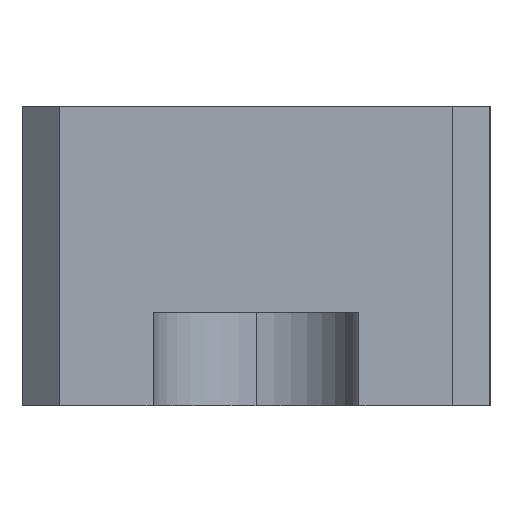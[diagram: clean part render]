
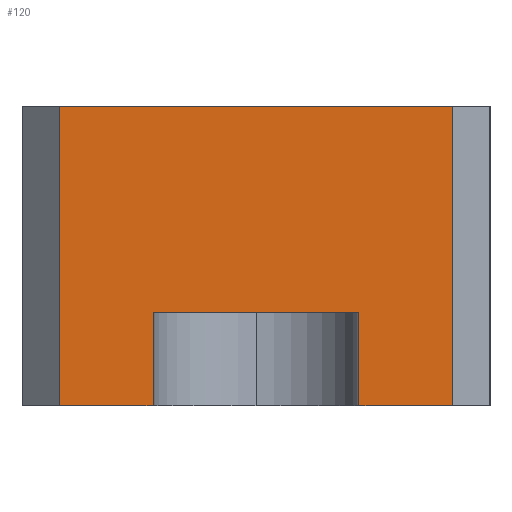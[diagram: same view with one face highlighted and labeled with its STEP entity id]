
A CAD part, left-side view. The second image highlights one B-rep face of the part: STEP entity #120.
In plain terms, the highlighted planar face has unit normal (-1, 0, 0).
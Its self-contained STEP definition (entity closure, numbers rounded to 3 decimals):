
#6 = DIRECTION ( 'NONE',  ( -1., 0., 0. ) ) ;
#10 = ORIENTED_EDGE ( 'NONE', *, *, #11, .F. ) ;
#11 = EDGE_CURVE ( 'NONE', #542, #350, #206, .T. ) ;
#14 = ORIENTED_EDGE ( 'NONE', *, *, #623, .T. ) ;
#18 = ORIENTED_EDGE ( 'NONE', *, *, #394, .T. ) ;
#24 = VECTOR ( 'NONE', #407, 1000. ) ;
#29 = CARTESIAN_POINT ( 'NONE',  ( -65., -5.5, 0. ) ) ;
#40 = DIRECTION ( 'NONE',  ( 0., 1., 0. ) ) ;
#49 = CARTESIAN_POINT ( 'NONE',  ( -65., 5.5, 0. ) ) ;
#74 = VECTOR ( 'NONE', #161, 1000. ) ;
#89 = LINE ( 'NONE', #208, #698 ) ;
#92 = DIRECTION ( 'NONE',  ( 0., 0., -1. ) ) ;
#109 = DIRECTION ( 'NONE',  ( 0., 0., -1. ) ) ;
#120 = ADVANCED_FACE ( 'NONE', ( #548 ), #288, .T. ) ;
#151 = CARTESIAN_POINT ( 'NONE',  ( -65., 5.5, 5. ) ) ;
#161 = DIRECTION ( 'NONE',  ( 0., 1., 0. ) ) ;
#172 = CARTESIAN_POINT ( 'NONE',  ( -65., -10.5, 16. ) ) ;
#174 = DIRECTION ( 'NONE',  ( 0., 0., -1. ) ) ;
#175 = VERTEX_POINT ( 'NONE', #49 ) ;
#183 = LINE ( 'NONE', #297, #631 ) ;
#185 = VECTOR ( 'NONE', #109, 1000. ) ;
#191 = DIRECTION ( 'NONE',  ( 0., 1., 0. ) ) ;
#204 = LINE ( 'NONE', #414, #425 ) ;
#206 = LINE ( 'NONE', #252, #226 ) ;
#208 = CARTESIAN_POINT ( 'NONE',  ( -65., 10.5, 16. ) ) ;
#226 = VECTOR ( 'NONE', #191, 1000. ) ;
#234 = LINE ( 'NONE', #649, #185 ) ;
#252 = CARTESIAN_POINT ( 'NONE',  ( -65., -10.5, 0. ) ) ;
#260 = ORIENTED_EDGE ( 'NONE', *, *, #440, .T. ) ;
#262 = CARTESIAN_POINT ( 'NONE',  ( -65., 10.5, 16. ) ) ;
#282 = CARTESIAN_POINT ( 'NONE',  ( -65., -10.5, 16. ) ) ;
#283 = CARTESIAN_POINT ( 'NONE',  ( -65., -10.5, 16. ) ) ;
#288 = PLANE ( 'NONE',  #500 ) ;
#297 = CARTESIAN_POINT ( 'NONE',  ( -65., -10.5, 16. ) ) ;
#344 = DIRECTION ( 'NONE',  ( 0., 0., -1. ) ) ;
#350 = VERTEX_POINT ( 'NONE', #29 ) ;
#362 = VERTEX_POINT ( 'NONE', #151 ) ;
#368 = ORIENTED_EDGE ( 'NONE', *, *, #538, .T. ) ;
#382 = LINE ( 'NONE', #489, #384 ) ;
#384 = VECTOR ( 'NONE', #40, 1000. ) ;
#387 = CARTESIAN_POINT ( 'NONE',  ( -65., -5.5, 5. ) ) ;
#389 = VERTEX_POINT ( 'NONE', #262 ) ;
#394 = EDGE_CURVE ( 'NONE', #362, #516, #461, .T. ) ;
#399 = EDGE_LOOP ( 'NONE', ( #18, #14, #10, #554, #368, #260, #502, #459 ) ) ;
#407 = DIRECTION ( 'NONE',  ( 0., -1., 0. ) ) ;
#414 = CARTESIAN_POINT ( 'NONE',  ( -65., 5.5, 16. ) ) ;
#425 = VECTOR ( 'NONE', #92, 1000. ) ;
#440 = EDGE_CURVE ( 'NONE', #389, #691, #89, .T. ) ;
#459 = ORIENTED_EDGE ( 'NONE', *, *, #480, .F. ) ;
#461 = LINE ( 'NONE', #692, #24 ) ;
#466 = DIRECTION ( 'NONE',  ( 0., 0., -1. ) ) ;
#480 = EDGE_CURVE ( 'NONE', #362, #175, #204, .T. ) ;
#489 = CARTESIAN_POINT ( 'NONE',  ( -65., -10.5, 0. ) ) ;
#492 = CARTESIAN_POINT ( 'NONE',  ( -65., 10.5, 0. ) ) ;
#500 = AXIS2_PLACEMENT_3D ( 'NONE', #283, #6, #174 ) ;
#502 = ORIENTED_EDGE ( 'NONE', *, *, #581, .F. ) ;
#516 = VERTEX_POINT ( 'NONE', #387 ) ;
#538 = EDGE_CURVE ( 'NONE', #561, #389, #695, .T. ) ;
#542 = VERTEX_POINT ( 'NONE', #545 ) ;
#545 = CARTESIAN_POINT ( 'NONE',  ( -65., -10.5, 0. ) ) ;
#548 = FACE_OUTER_BOUND ( 'NONE', #399, .T. ) ;
#554 = ORIENTED_EDGE ( 'NONE', *, *, #696, .F. ) ;
#561 = VERTEX_POINT ( 'NONE', #282 ) ;
#581 = EDGE_CURVE ( 'NONE', #175, #691, #382, .T. ) ;
#623 = EDGE_CURVE ( 'NONE', #516, #350, #234, .T. ) ;
#631 = VECTOR ( 'NONE', #344, 1000. ) ;
#649 = CARTESIAN_POINT ( 'NONE',  ( -65., -5.5, 16. ) ) ;
#691 = VERTEX_POINT ( 'NONE', #492 ) ;
#692 = CARTESIAN_POINT ( 'NONE',  ( -65., -10.5, 5. ) ) ;
#695 = LINE ( 'NONE', #172, #74 ) ;
#696 = EDGE_CURVE ( 'NONE', #561, #542, #183, .T. ) ;
#698 = VECTOR ( 'NONE', #466, 1000. ) ;
